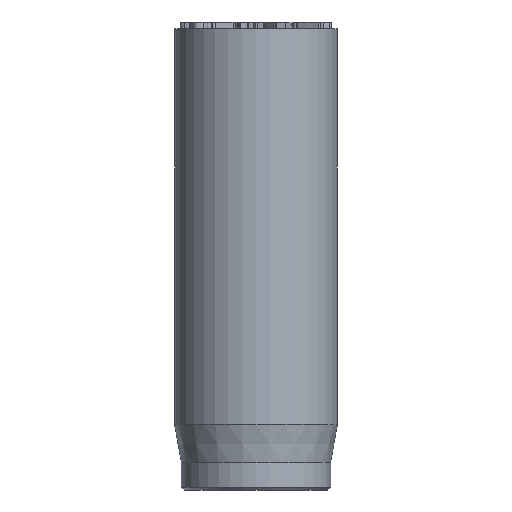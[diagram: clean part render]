
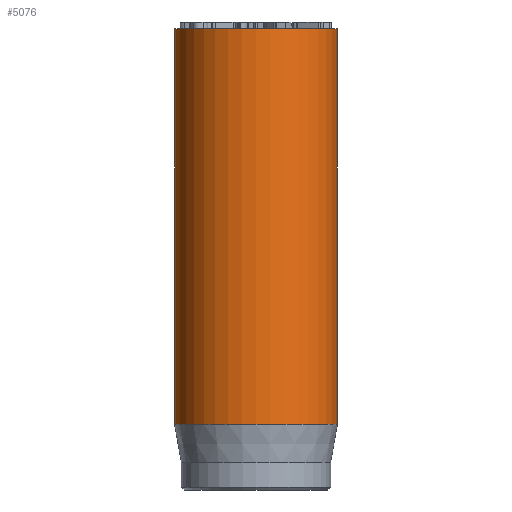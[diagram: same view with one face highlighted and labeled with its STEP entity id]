
A CAD part, front view. The second image highlights one B-rep face of the part: STEP entity #5076.
In plain terms, the highlighted cylindrical face has radius 3 mm (diameter 6 mm), a full revolution.
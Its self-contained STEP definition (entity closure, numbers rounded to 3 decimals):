
#32=CYLINDRICAL_SURFACE('',#5280,3.);
#46=CIRCLE('',#5243,3.);
#62=CIRCLE('',#5278,3.);
#63=CIRCLE('',#5279,3.);
#470=FACE_OUTER_BOUND('',#780,.T.);
#780=EDGE_LOOP('',(#4542,#4543,#4544,#4545,#4546));
#1160=LINE('',#9577,#1548);
#1548=VECTOR('',#5909,3.);
#2356=VERTEX_POINT('',#9512);
#2372=VERTEX_POINT('',#9571);
#2373=VERTEX_POINT('',#9572);
#3077=EDGE_CURVE('',#2356,#2356,#46,.T.);
#3101=EDGE_CURVE('',#2372,#2373,#62,.T.);
#3102=EDGE_CURVE('',#2373,#2372,#63,.T.);
#3104=EDGE_CURVE('',#2356,#2372,#1160,.T.);
#4542=ORIENTED_EDGE('',*,*,#3077,.T.);
#4543=ORIENTED_EDGE('',*,*,#3104,.T.);
#4544=ORIENTED_EDGE('',*,*,#3101,.T.);
#4545=ORIENTED_EDGE('',*,*,#3102,.T.);
#4546=ORIENTED_EDGE('',*,*,#3104,.F.);
#5076=ADVANCED_FACE('',(#470),#32,.T.);
#5243=AXIS2_PLACEMENT_3D('',#9513,#5824,#5825);
#5278=AXIS2_PLACEMENT_3D('',#9573,#5902,#5903);
#5279=AXIS2_PLACEMENT_3D('',#9574,#5904,#5905);
#5280=AXIS2_PLACEMENT_3D('',#9576,#5907,#5908);
#5824=DIRECTION('center_axis',(0.,0.,-1.));
#5825=DIRECTION('ref_axis',(-1.,0.,0.));
#5902=DIRECTION('center_axis',(0.,0.,1.));
#5903=DIRECTION('ref_axis',(-1.,0.,0.));
#5904=DIRECTION('center_axis',(0.,0.,1.));
#5905=DIRECTION('ref_axis',(-1.,0.,0.));
#5907=DIRECTION('center_axis',(0.,0.,1.));
#5908=DIRECTION('ref_axis',(-1.,0.,0.));
#5909=DIRECTION('',(0.,0.,-1.));
#9512=CARTESIAN_POINT('',(3.,0.,17.));
#9513=CARTESIAN_POINT('Origin',(0.,0.,17.));
#9571=CARTESIAN_POINT('',(3.,0.,2.418));
#9572=CARTESIAN_POINT('',(-3.,0.,2.418));
#9573=CARTESIAN_POINT('Origin',(0.,0.,2.418));
#9574=CARTESIAN_POINT('Origin',(0.,0.,2.418));
#9576=CARTESIAN_POINT('Origin',(0.,0.,0.));
#9577=CARTESIAN_POINT('',(3.,0.,0.));
